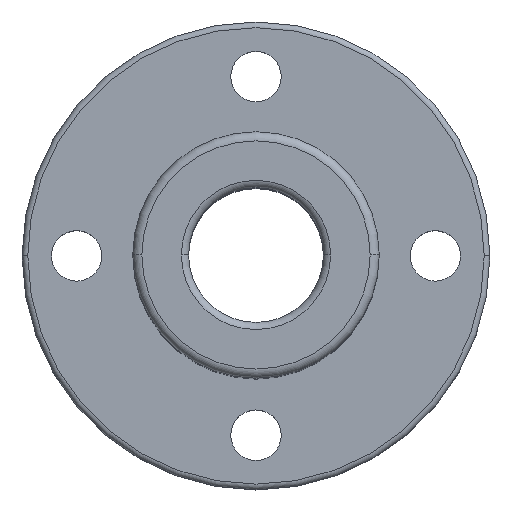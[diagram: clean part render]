
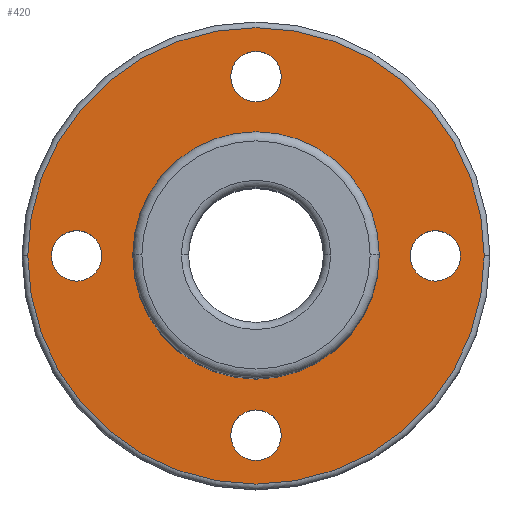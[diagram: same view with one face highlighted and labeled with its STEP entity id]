
A CAD part, top view. The second image highlights one B-rep face of the part: STEP entity #420.
In plain terms, the highlighted planar face has unit normal (0, 0, 1).
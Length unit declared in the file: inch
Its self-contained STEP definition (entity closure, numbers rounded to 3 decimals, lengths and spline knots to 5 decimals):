
#16 = CARTESIAN_POINT ( 'NONE',  ( -0.80177, 0., 0.349 ) ) ;
#42 = DIRECTION ( 'NONE',  ( 0., -1., 0. ) ) ;
#92 = VERTEX_POINT ( 'NONE', #1217 ) ;
#107 = CARTESIAN_POINT ( 'NONE',  ( -0.0886, 0.6299, 0.349 ) ) ;
#113 = EDGE_CURVE ( 'NONE', #92, #1671, #921, .T. ) ;
#118 = CIRCLE ( 'NONE', #974, 0.0886 ) ;
#146 = VERTEX_POINT ( 'NONE', #302 ) ;
#169 = EDGE_LOOP ( 'NONE', ( #1662, #1280 ) ) ;
#187 = VERTEX_POINT ( 'NONE', #16 ) ;
#197 = DIRECTION ( 'NONE',  ( 1., 0., 0. ) ) ;
#198 = FACE_BOUND ( 'NONE', #1169, .T. ) ;
#226 = DIRECTION ( 'NONE',  ( 0., 0., -1. ) ) ;
#253 = CARTESIAN_POINT ( 'NONE',  ( 0.6299, -0.0886, 0.349 ) ) ;
#271 = DIRECTION ( 'NONE',  ( 0., 0., 1. ) ) ;
#275 = DIRECTION ( 'NONE',  ( 1., 0., 0. ) ) ;
#290 = VERTEX_POINT ( 'NONE', #943 ) ;
#298 = CARTESIAN_POINT ( 'NONE',  ( 0., 0., 0.349 ) ) ;
#302 = CARTESIAN_POINT ( 'NONE',  ( -0.0886, -0.6299, 0.349 ) ) ;
#305 = AXIS2_PLACEMENT_3D ( 'NONE', #1821, #975, #1554 ) ;
#306 = EDGE_CURVE ( 'NONE', #802, #187, #474, .T. ) ;
#313 = CARTESIAN_POINT ( 'NONE',  ( -0.6299, 0.0886, 0.349 ) ) ;
#338 = DIRECTION ( 'NONE',  ( 0., 0., -1. ) ) ;
#346 = EDGE_CURVE ( 'NONE', #586, #1568, #910, .T. ) ;
#378 = AXIS2_PLACEMENT_3D ( 'NONE', #1794, #493, #1380 ) ;
#380 = DIRECTION ( 'NONE',  ( 0., 0., -1. ) ) ;
#411 = AXIS2_PLACEMENT_3D ( 'NONE', #1519, #1229, #1813 ) ;
#420 = ADVANCED_FACE ( 'NONE', ( #1649, #198, #1123, #519, #1136, #1824 ), #827, .F. ) ;
#441 = CARTESIAN_POINT ( 'NONE',  ( -0.43285, 0., 0.349 ) ) ;
#474 = CIRCLE ( 'NONE', #411, 0.80177 ) ;
#493 = DIRECTION ( 'NONE',  ( 0., 0., -1. ) ) ;
#503 = EDGE_CURVE ( 'NONE', #187, #802, #1562, .T. ) ;
#519 = FACE_BOUND ( 'NONE', #1434, .T. ) ;
#548 = ORIENTED_EDGE ( 'NONE', *, *, #1085, .T. ) ;
#565 = ORIENTED_EDGE ( 'NONE', *, *, #113, .F. ) ;
#586 = VERTEX_POINT ( 'NONE', #253 ) ;
#593 = CARTESIAN_POINT ( 'NONE',  ( 0.80177, 0., 0.349 ) ) ;
#615 = VERTEX_POINT ( 'NONE', #107 ) ;
#620 = CARTESIAN_POINT ( 'NONE',  ( 0., -0.6299, 0.349 ) ) ;
#654 = CARTESIAN_POINT ( 'NONE',  ( 0., 0., 0.349 ) ) ;
#661 = EDGE_CURVE ( 'NONE', #290, #146, #1453, .T. ) ;
#668 = ORIENTED_EDGE ( 'NONE', *, *, #1225, .F. ) ;
#676 = ORIENTED_EDGE ( 'NONE', *, *, #661, .T. ) ;
#717 = EDGE_LOOP ( 'NONE', ( #565, #668 ) ) ;
#744 = ORIENTED_EDGE ( 'NONE', *, *, #346, .T. ) ;
#759 = CARTESIAN_POINT ( 'NONE',  ( 0., 0., 0.349 ) ) ;
#801 = EDGE_CURVE ( 'NONE', #1512, #884, #118, .T. ) ;
#802 = VERTEX_POINT ( 'NONE', #593 ) ;
#809 = DIRECTION ( 'NONE',  ( 0., -1., 0. ) ) ;
#812 = DIRECTION ( 'NONE',  ( -1., 0., 0. ) ) ;
#827 = PLANE ( 'NONE',  #1356 ) ;
#838 = DIRECTION ( 'NONE',  ( 0., 0., -1. ) ) ;
#857 = EDGE_CURVE ( 'NONE', #146, #290, #1162, .T. ) ;
#884 = VERTEX_POINT ( 'NONE', #313 ) ;
#910 = CIRCLE ( 'NONE', #378, 0.0886 ) ;
#921 = CIRCLE ( 'NONE', #1397, 0.43285 ) ;
#926 = DIRECTION ( 'NONE',  ( 0., 0., -1. ) ) ;
#929 = ORIENTED_EDGE ( 'NONE', *, *, #857, .T. ) ;
#943 = CARTESIAN_POINT ( 'NONE',  ( 0.0886, -0.6299, 0.349 ) ) ;
#964 = EDGE_LOOP ( 'NONE', ( #1541, #1023 ) ) ;
#974 = AXIS2_PLACEMENT_3D ( 'NONE', #1647, #926, #42 ) ;
#975 = DIRECTION ( 'NONE',  ( 0., 0., -1. ) ) ;
#976 = CIRCLE ( 'NONE', #1393, 0.43285 ) ;
#1003 = DIRECTION ( 'NONE',  ( 1., 0., 0. ) ) ;
#1010 = CARTESIAN_POINT ( 'NONE',  ( 0.6299, 0., 0.349 ) ) ;
#1012 = CIRCLE ( 'NONE', #1485, 0.0886 ) ;
#1016 = CIRCLE ( 'NONE', #1048, 0.0886 ) ;
#1023 = ORIENTED_EDGE ( 'NONE', *, *, #503, .T. ) ;
#1048 = AXIS2_PLACEMENT_3D ( 'NONE', #1010, #1576, #1720 ) ;
#1085 = EDGE_CURVE ( 'NONE', #1212, #615, #1012, .T. ) ;
#1113 = CARTESIAN_POINT ( 'NONE',  ( 0., 0.6299, 0.349 ) ) ;
#1114 = CARTESIAN_POINT ( 'NONE',  ( 0., 0., 0.349 ) ) ;
#1123 = FACE_BOUND ( 'NONE', #169, .T. ) ;
#1130 = CIRCLE ( 'NONE', #1849, 0.0886 ) ;
#1136 = FACE_OUTER_BOUND ( 'NONE', #964, .T. ) ;
#1148 = CARTESIAN_POINT ( 'NONE',  ( 0., -0.6299, 0.349 ) ) ;
#1157 = DIRECTION ( 'NONE',  ( 0., 0., -1. ) ) ;
#1162 = CIRCLE ( 'NONE', #1664, 0.0886 ) ;
#1169 = EDGE_LOOP ( 'NONE', ( #676, #929 ) ) ;
#1202 = DIRECTION ( 'NONE',  ( 1., 0., 0. ) ) ;
#1212 = VERTEX_POINT ( 'NONE', #1864 ) ;
#1217 = CARTESIAN_POINT ( 'NONE',  ( 0.43285, 0., 0.349 ) ) ;
#1225 = EDGE_CURVE ( 'NONE', #1671, #92, #976, .T. ) ;
#1229 = DIRECTION ( 'NONE',  ( 0., 0., 1. ) ) ;
#1280 = ORIENTED_EDGE ( 'NONE', *, *, #1581, .T. ) ;
#1287 = CARTESIAN_POINT ( 'NONE',  ( -0.6299, 0., 0.349 ) ) ;
#1346 = ORIENTED_EDGE ( 'NONE', *, *, #1589, .T. ) ;
#1356 = AXIS2_PLACEMENT_3D ( 'NONE', #1114, #838, #1407 ) ;
#1357 = AXIS2_PLACEMENT_3D ( 'NONE', #1148, #1157, #275 ) ;
#1373 = AXIS2_PLACEMENT_3D ( 'NONE', #654, #1833, #1696 ) ;
#1380 = DIRECTION ( 'NONE',  ( 0., 1., 0. ) ) ;
#1393 = AXIS2_PLACEMENT_3D ( 'NONE', #298, #271, #1003 ) ;
#1397 = AXIS2_PLACEMENT_3D ( 'NONE', #759, #1769, #1202 ) ;
#1404 = CARTESIAN_POINT ( 'NONE',  ( -0.6299, -0.0886, 0.349 ) ) ;
#1407 = DIRECTION ( 'NONE',  ( -1., 0., 0. ) ) ;
#1434 = EDGE_LOOP ( 'NONE', ( #1346, #548 ) ) ;
#1453 = CIRCLE ( 'NONE', #1357, 0.0886 ) ;
#1485 = AXIS2_PLACEMENT_3D ( 'NONE', #1113, #226, #812 ) ;
#1512 = VERTEX_POINT ( 'NONE', #1404 ) ;
#1519 = CARTESIAN_POINT ( 'NONE',  ( 0., 0., 0.349 ) ) ;
#1541 = ORIENTED_EDGE ( 'NONE', *, *, #306, .T. ) ;
#1554 = DIRECTION ( 'NONE',  ( -1., 0., 0. ) ) ;
#1562 = CIRCLE ( 'NONE', #1373, 0.80177 ) ;
#1568 = VERTEX_POINT ( 'NONE', #1679 ) ;
#1576 = DIRECTION ( 'NONE',  ( 0., 0., -1. ) ) ;
#1581 = EDGE_CURVE ( 'NONE', #884, #1512, #1130, .T. ) ;
#1589 = EDGE_CURVE ( 'NONE', #615, #1212, #1643, .T. ) ;
#1614 = EDGE_CURVE ( 'NONE', #1568, #586, #1016, .T. ) ;
#1643 = CIRCLE ( 'NONE', #305, 0.0886 ) ;
#1647 = CARTESIAN_POINT ( 'NONE',  ( -0.6299, 0., 0.349 ) ) ;
#1649 = FACE_BOUND ( 'NONE', #1850, .T. ) ;
#1662 = ORIENTED_EDGE ( 'NONE', *, *, #801, .T. ) ;
#1664 = AXIS2_PLACEMENT_3D ( 'NONE', #620, #338, #197 ) ;
#1671 = VERTEX_POINT ( 'NONE', #441 ) ;
#1679 = CARTESIAN_POINT ( 'NONE',  ( 0.6299, 0.0886, 0.349 ) ) ;
#1686 = ORIENTED_EDGE ( 'NONE', *, *, #1614, .T. ) ;
#1696 = DIRECTION ( 'NONE',  ( 1., 0., 0. ) ) ;
#1720 = DIRECTION ( 'NONE',  ( 0., 1., 0. ) ) ;
#1769 = DIRECTION ( 'NONE',  ( 0., 0., 1. ) ) ;
#1794 = CARTESIAN_POINT ( 'NONE',  ( 0.6299, 0., 0.349 ) ) ;
#1813 = DIRECTION ( 'NONE',  ( 1., 0., 0. ) ) ;
#1821 = CARTESIAN_POINT ( 'NONE',  ( 0., 0.6299, 0.349 ) ) ;
#1824 = FACE_BOUND ( 'NONE', #717, .T. ) ;
#1833 = DIRECTION ( 'NONE',  ( 0., 0., 1. ) ) ;
#1849 = AXIS2_PLACEMENT_3D ( 'NONE', #1287, #380, #809 ) ;
#1850 = EDGE_LOOP ( 'NONE', ( #1686, #744 ) ) ;
#1864 = CARTESIAN_POINT ( 'NONE',  ( 0.0886, 0.6299, 0.349 ) ) ;
